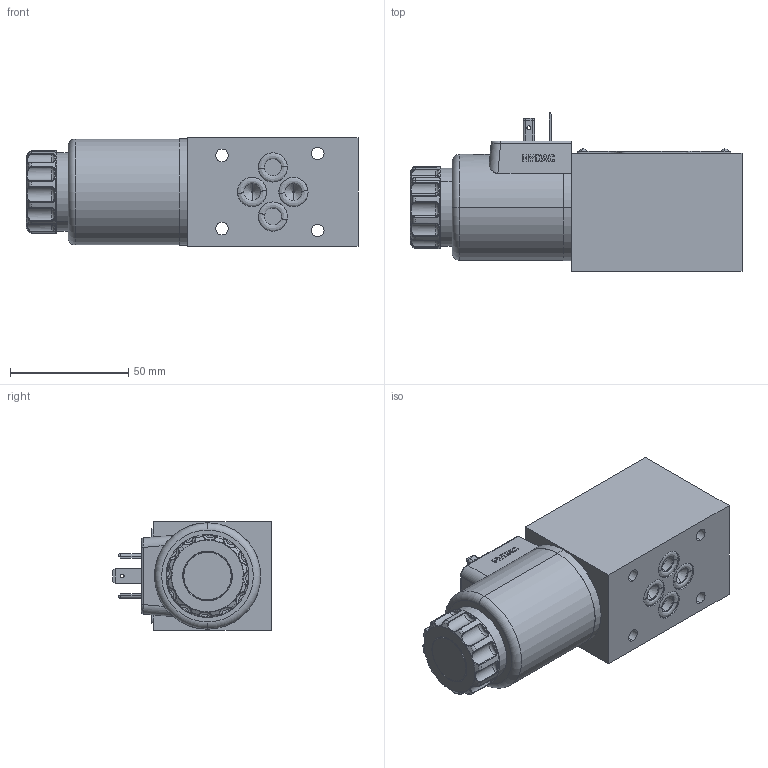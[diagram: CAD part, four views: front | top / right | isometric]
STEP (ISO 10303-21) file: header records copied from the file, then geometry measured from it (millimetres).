
FILE_DESCRIPTION (( 'STEP AP214' ), '1' );
FILE_NAME ('WVM-6I-22-WO, 22-WS, 22-VO, 22-VS, 32-L, 32-N.STEP', '2017-06-15T10:51:11', ( 'admin' ), ( '' ), 'SwSTEP 2.0', 'SolidWorks 2016', '' );
FILE_SCHEMA (( 'AUTOMOTIVE_DESIGN' ));
Length unit declared in the file: millimetre
Products named in the file (1): WVM-6I-22-WO, 22-WS, 22-VO, 22-VS, 32-L, 32-N
Bounding box: 140.37 x 67.1 x 46 mm (x, y, z)
Volume: 262666.9 mm3; surface area: 34299.4 mm2
Topology: 5 solids, 6 shells, 642 faces, 1553 edges, 930 vertices
Faces by surface type: plane 237, cylinder 158, bspline 90, torus 84, cone 45, sphere 28
Entity records: 28741 total; most frequent: CARTESIAN_POINT 6991, DIRECTION 3094, ORIENTED_EDGE 3054, EDGE_CURVE 1527, AXIS2_PLACEMENT_3D 1183, VERTEX_POINT 930, VECTOR 728, LINE 728
